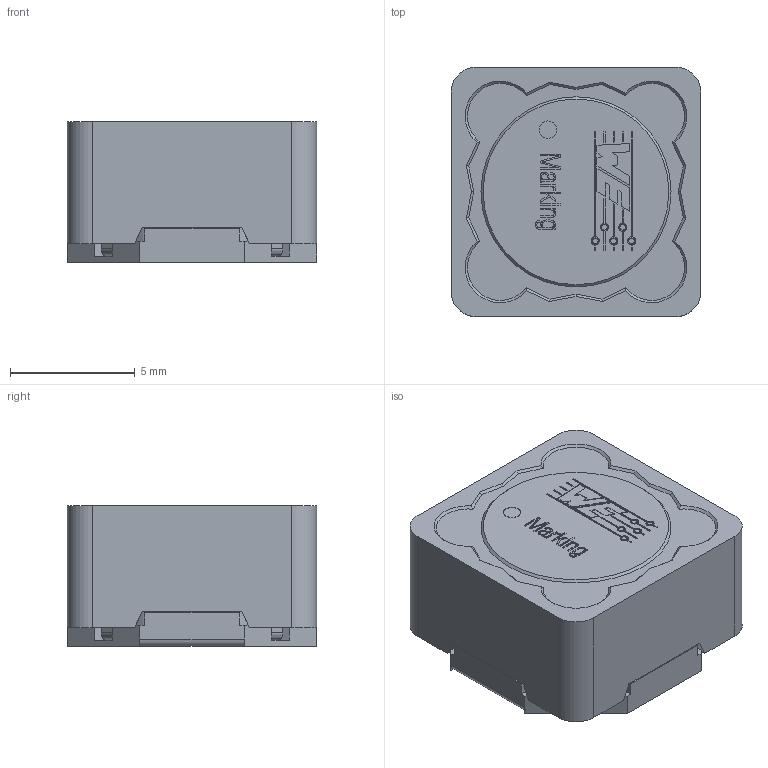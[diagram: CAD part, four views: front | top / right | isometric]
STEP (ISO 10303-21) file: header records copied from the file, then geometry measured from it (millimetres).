
FILE_DESCRIPTION(/* description */ ('Unknown'),/* implementation_level */ '2;1');
FILE_NAME(/* name */ 'L_Wurth_WE-PDHV_1060',/* time_stamp */ '2022-03-08T11:45:38+08:00',/* author */ ('Unknown'),/* organization */ ('Unknown'),/* preprocessor_version */ 'ST-DEVELOPER v16.7',/* originating_system */ 'Solid Edge',/* authorisation */ 'Unknown');
FILE_SCHEMA (('AUTOMOTIVE_DESIGN {1 0 10303 214 3 1 1}'));
Length unit declared in the file: millimetre
Products named in the file (2): L_Wurth_WE-PDHV_1060
Assembly tree (1 placements, depth 2):
  L_Wurth_WE-PDHV_1060
    L_Wurth_WE-PDHV_1060
Bounding box: 10 x 10 x 5.65 mm (x, y, z)
Volume: 357.1 mm3; surface area: 818.4 mm2
Topology: 1 solids, 1 shells, 388 faces, 1080 edges, 708 vertices
Faces by surface type: plane 311, cylinder 59, bspline 11, cone 6, torus 1
Full cylindrical faces by diameter (mm): 0.231 x5, 0.7 x1, 4.4 x1, 7.8 x1, 8 x1
Entity records: 15316 total; most frequent: CARTESIAN_POINT 2558, ORIENTED_EDGE 2126, DIRECTION 1967, EDGE_CURVE 1063, LINE 873, VECTOR 873, VERTEX_POINT 704, AXIS2_PLACEMENT_3D 547
